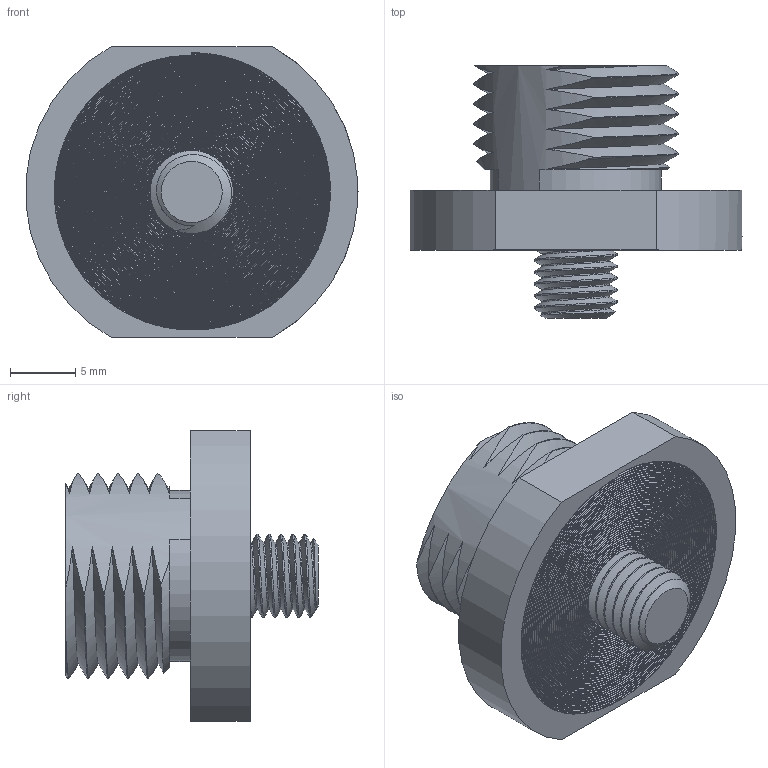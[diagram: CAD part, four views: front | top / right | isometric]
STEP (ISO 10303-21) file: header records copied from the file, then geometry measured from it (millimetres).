
FILE_DESCRIPTION(/* description */ (''),/* implementation_level */ '2;1');
FILE_NAME(/* name */ 'MH107-2B.stp',/* time_stamp */ '2017-05-08T10:31:36-04:00',/* author */ ('aneininger'),/* organization */ (''),/* preprocessor_version */ 'ST-DEVELOPER v16.5',/* originating_system */ 'Autodesk Inventor 2017',/* authorisation */ '');
FILE_SCHEMA (('AUTOMOTIVE_DESIGN { 1 0 10303 214 3 1 1 }'));
Length unit declared in the file: inch
Products named in the file (3): MH107-2B; MHP10186; MHP10189
Assembly tree (2 placements, depth 2):
  MH107-2B
    MHP10186
    MHP10189
Bounding box: 25.36 x 19.3 x 22.23 mm (x, y, z)
Volume: 3511.1 mm3; surface area: 3225.7 mm2
Topology: 2 solids, 2 shells, 90 faces, 233 edges, 151 vertices
Faces by surface type: bspline 30, plane 25, cylinder 23, cone 12
Full cylindrical faces by diameter (mm): 6.528 x1, 9.525 x1, 10.16 x1
Entity records: 19488 total; most frequent: CARTESIAN_POINT 17440, ORIENTED_EDGE 448, DIRECTION 298, EDGE_CURVE 224, VERTEX_POINT 148, AXIS2_PLACEMENT_3D 118, B_SPLINE_CURVE_WITH_KNOTS 103, EDGE_LOOP 102
